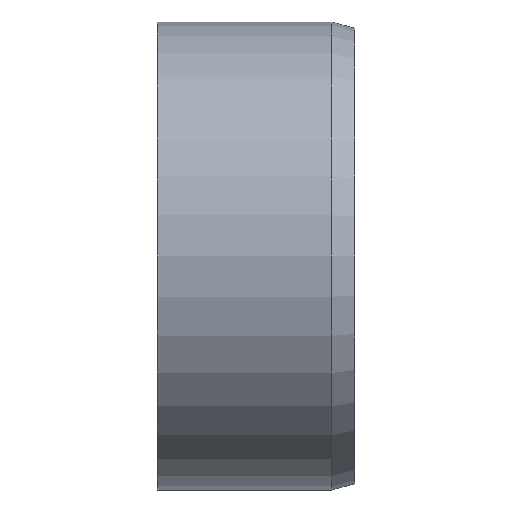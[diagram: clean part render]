
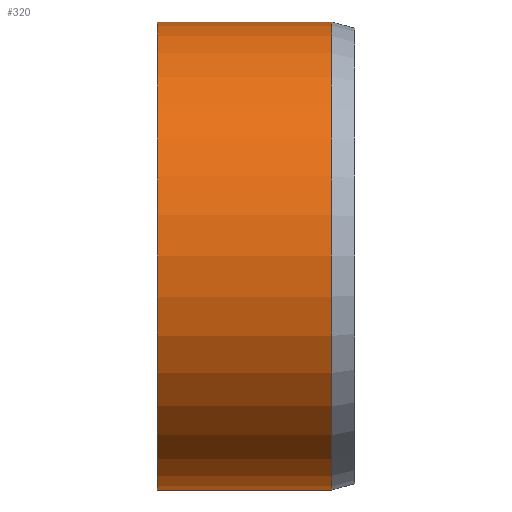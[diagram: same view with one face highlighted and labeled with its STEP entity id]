
A CAD part, front view. The second image highlights one B-rep face of the part: STEP entity #320.
In plain terms, the highlighted cylindrical face has radius 19 mm (diameter 38 mm), a partial arc.
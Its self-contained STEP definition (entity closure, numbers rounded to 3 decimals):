
#8 = DIRECTION ( 'NONE',  ( -1., 0., 0. ) ) ;
#10 = CARTESIAN_POINT ( 'NONE',  ( 0., 0., -19. ) ) ;
#13 = CIRCLE ( 'NONE', #342, 19. ) ;
#35 = DIRECTION ( 'NONE',  ( -1., 0., 0. ) ) ;
#54 = CARTESIAN_POINT ( 'NONE',  ( 14.134, 0., -19. ) ) ;
#60 = FACE_OUTER_BOUND ( 'NONE', #227, .T. ) ;
#70 = VERTEX_POINT ( 'NONE', #289 ) ;
#76 = VECTOR ( 'NONE', #117, 1000. ) ;
#85 = DIRECTION ( 'NONE',  ( -1., 0., 0. ) ) ;
#88 = DIRECTION ( 'NONE',  ( 0., 0., 1. ) ) ;
#115 = DIRECTION ( 'NONE',  ( 0., 0., 1. ) ) ;
#117 = DIRECTION ( 'NONE',  ( -1., 0., 0. ) ) ;
#125 = VECTOR ( 'NONE', #85, 1000. ) ;
#143 = DIRECTION ( 'NONE',  ( 0., 0., 1. ) ) ;
#165 = CYLINDRICAL_SURFACE ( 'NONE', #181, 19. ) ;
#172 = VERTEX_POINT ( 'NONE', #54 ) ;
#181 = AXIS2_PLACEMENT_3D ( 'NONE', #275, #35, #143 ) ;
#195 = CARTESIAN_POINT ( 'NONE',  ( 14.134, 0., 19. ) ) ;
#197 = AXIS2_PLACEMENT_3D ( 'NONE', #221, #332, #88 ) ;
#200 = ORIENTED_EDGE ( 'NONE', *, *, #293, .T. ) ;
#220 = LINE ( 'NONE', #330, #125 ) ;
#221 = CARTESIAN_POINT ( 'NONE',  ( 0., 0., 0. ) ) ;
#227 = EDGE_LOOP ( 'NONE', ( #236, #200, #282, #315 ) ) ;
#236 = ORIENTED_EDGE ( 'NONE', *, *, #323, .F. ) ;
#246 = CARTESIAN_POINT ( 'NONE',  ( 14.134, 0., 0. ) ) ;
#248 = LINE ( 'NONE', #10, #76 ) ;
#275 = CARTESIAN_POINT ( 'NONE',  ( 0., 0., 0. ) ) ;
#282 = ORIENTED_EDGE ( 'NONE', *, *, #299, .T. ) ;
#289 = CARTESIAN_POINT ( 'NONE',  ( 0., 0., 19. ) ) ;
#293 = EDGE_CURVE ( 'NONE', #172, #338, #13, .T. ) ;
#299 = EDGE_CURVE ( 'NONE', #338, #70, #220, .T. ) ;
#304 = CARTESIAN_POINT ( 'NONE',  ( 0., 0., -19. ) ) ;
#315 = ORIENTED_EDGE ( 'NONE', *, *, #334, .F. ) ;
#320 = ADVANCED_FACE ( 'NONE', ( #60 ), #165, .T. ) ;
#323 = EDGE_CURVE ( 'NONE', #172, #343, #248, .T. ) ;
#330 = CARTESIAN_POINT ( 'NONE',  ( 0., 0., 19. ) ) ;
#332 = DIRECTION ( 'NONE',  ( -1., 0., 0. ) ) ;
#334 = EDGE_CURVE ( 'NONE', #343, #70, #340, .T. ) ;
#338 = VERTEX_POINT ( 'NONE', #195 ) ;
#340 = CIRCLE ( 'NONE', #197, 19. ) ;
#342 = AXIS2_PLACEMENT_3D ( 'NONE', #246, #8, #115 ) ;
#343 = VERTEX_POINT ( 'NONE', #304 ) ;
